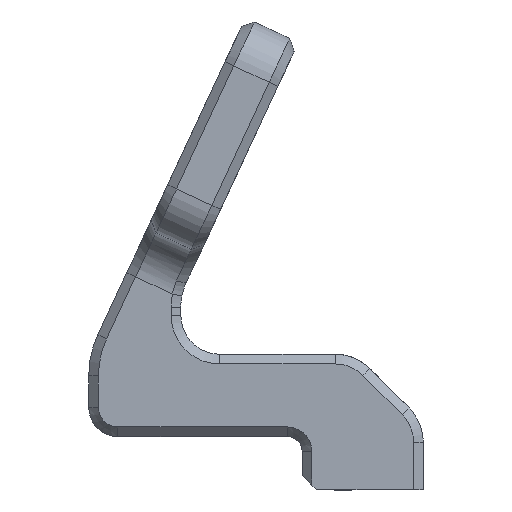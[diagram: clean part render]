
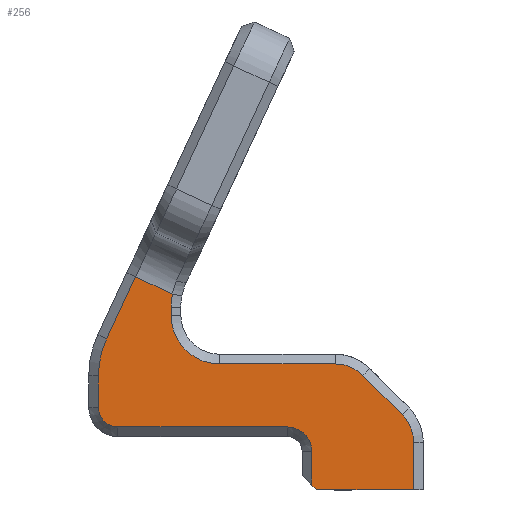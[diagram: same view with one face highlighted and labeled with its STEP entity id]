
A CAD part, front view. The second image highlights one B-rep face of the part: STEP entity #256.
In plain terms, the highlighted planar face has unit normal (0, -1, 0).
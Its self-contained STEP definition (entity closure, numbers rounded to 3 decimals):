
#113=FACE_OUTER_BOUND('',#1006,.T.);
#256=ADVANCED_FACE('',(#113),#415,.F.);
#415=PLANE('',#2725);
#523=LINE('',#3811,#711);
#524=LINE('',#3814,#712);
#525=LINE('',#3818,#713);
#526=LINE('',#3822,#714);
#527=LINE('',#3826,#715);
#528=LINE('',#3828,#716);
#529=LINE('',#3830,#717);
#530=LINE('',#3832,#718);
#531=LINE('',#3836,#719);
#532=LINE('',#3840,#720);
#533=LINE('',#3844,#721);
#711=VECTOR('',#2974,1.);
#712=VECTOR('',#2975,1.);
#713=VECTOR('',#2978,1.);
#714=VECTOR('',#2981,1.);
#715=VECTOR('',#2984,1.);
#716=VECTOR('',#2985,1.);
#717=VECTOR('',#2986,1.);
#718=VECTOR('',#2987,1.);
#719=VECTOR('',#2990,1.);
#720=VECTOR('',#2993,1.);
#721=VECTOR('',#2996,1.);
#904=CIRCLE('',#2718,9.);
#905=CIRCLE('',#2719,2.);
#906=CIRCLE('',#2720,2.5);
#907=CIRCLE('',#2721,4.);
#908=CIRCLE('',#2722,4.);
#909=CIRCLE('',#2723,5.);
#910=CIRCLE('',#2724,7.);
#1006=EDGE_LOOP('',(#1263,#1264,#1265,#1266,#1267,#1268,#1269,#1270,#1271,
#1272,#1273,#1274,#1275,#1276,#1277,#1278,#1279,#1280));
#1263=ORIENTED_EDGE('',*,*,#2261,.T.);
#1264=ORIENTED_EDGE('',*,*,#2262,.T.);
#1265=ORIENTED_EDGE('',*,*,#2263,.T.);
#1266=ORIENTED_EDGE('',*,*,#2264,.T.);
#1267=ORIENTED_EDGE('',*,*,#2265,.T.);
#1268=ORIENTED_EDGE('',*,*,#2266,.T.);
#1269=ORIENTED_EDGE('',*,*,#2267,.T.);
#1270=ORIENTED_EDGE('',*,*,#2268,.T.);
#1271=ORIENTED_EDGE('',*,*,#2269,.T.);
#1272=ORIENTED_EDGE('',*,*,#2270,.F.);
#1273=ORIENTED_EDGE('',*,*,#2271,.T.);
#1274=ORIENTED_EDGE('',*,*,#2272,.T.);
#1275=ORIENTED_EDGE('',*,*,#2273,.T.);
#1276=ORIENTED_EDGE('',*,*,#2274,.T.);
#1277=ORIENTED_EDGE('',*,*,#2275,.T.);
#1278=ORIENTED_EDGE('',*,*,#2276,.T.);
#1279=ORIENTED_EDGE('',*,*,#2277,.T.);
#1280=ORIENTED_EDGE('',*,*,#2278,.T.);
#2023=VERTEX_POINT('',#3812);
#2024=VERTEX_POINT('',#3813);
#2025=VERTEX_POINT('',#3815);
#2026=VERTEX_POINT('',#3817);
#2027=VERTEX_POINT('',#3819);
#2028=VERTEX_POINT('',#3821);
#2029=VERTEX_POINT('',#3823);
#2030=VERTEX_POINT('',#3825);
#2031=VERTEX_POINT('',#3827);
#2032=VERTEX_POINT('',#3829);
#2033=VERTEX_POINT('',#3831);
#2034=VERTEX_POINT('',#3833);
#2035=VERTEX_POINT('',#3835);
#2036=VERTEX_POINT('',#3837);
#2037=VERTEX_POINT('',#3839);
#2038=VERTEX_POINT('',#3841);
#2039=VERTEX_POINT('',#3843);
#2040=VERTEX_POINT('',#3845);
#2261=EDGE_CURVE('',#2023,#2024,#523,.T.);
#2262=EDGE_CURVE('',#2024,#2025,#524,.T.);
#2263=EDGE_CURVE('',#2025,#2026,#904,.T.);
#2264=EDGE_CURVE('',#2026,#2027,#525,.T.);
#2265=EDGE_CURVE('',#2027,#2028,#905,.T.);
#2266=EDGE_CURVE('',#2028,#2029,#526,.T.);
#2267=EDGE_CURVE('',#2029,#2030,#906,.T.);
#2268=EDGE_CURVE('',#2030,#2031,#527,.T.);
#2269=EDGE_CURVE('',#2031,#2032,#528,.T.);
#2270=EDGE_CURVE('',#2033,#2032,#529,.T.);
#2271=EDGE_CURVE('',#2033,#2034,#530,.T.);
#2272=EDGE_CURVE('',#2034,#2035,#907,.T.);
#2273=EDGE_CURVE('',#2035,#2036,#531,.T.);
#2274=EDGE_CURVE('',#2036,#2037,#908,.T.);
#2275=EDGE_CURVE('',#2037,#2038,#532,.T.);
#2276=EDGE_CURVE('',#2038,#2039,#909,.T.);
#2277=EDGE_CURVE('',#2039,#2040,#533,.T.);
#2278=EDGE_CURVE('',#2040,#2023,#910,.T.);
#2718=AXIS2_PLACEMENT_3D('',#3816,#2976,#2977);
#2719=AXIS2_PLACEMENT_3D('',#3820,#2979,#2980);
#2720=AXIS2_PLACEMENT_3D('',#3824,#2982,#2983);
#2721=AXIS2_PLACEMENT_3D('',#3834,#2988,#2989);
#2722=AXIS2_PLACEMENT_3D('',#3838,#2991,#2992);
#2723=AXIS2_PLACEMENT_3D('',#3842,#2994,#2995);
#2724=AXIS2_PLACEMENT_3D('',#3846,#2997,#2998);
#2725=AXIS2_PLACEMENT_3D('',#3847,#2999,#3000);
#2974=DIRECTION('',(-0.906,0.,0.423));
#2975=DIRECTION('',(-0.423,0.,-0.906));
#2976=DIRECTION('',(0.,-1.,0.));
#2977=DIRECTION('',(0.,0.,1.));
#2978=DIRECTION('',(0.,0.,-1.));
#2979=DIRECTION('',(0.,-1.,0.));
#2980=DIRECTION('',(0.,0.,1.));
#2981=DIRECTION('',(1.,0.,0.));
#2982=DIRECTION('',(0.,1.,0.));
#2983=DIRECTION('',(0.,0.,1.));
#2984=DIRECTION('',(0.,0.,-1.));
#2985=DIRECTION('',(0.707,0.,-0.707));
#2986=DIRECTION('',(-1.,0.,0.));
#2987=DIRECTION('',(0.,0.,1.));
#2988=DIRECTION('',(0.,-1.,0.));
#2989=DIRECTION('',(0.,0.,1.));
#2990=DIRECTION('',(-0.707,0.,0.707));
#2991=DIRECTION('',(0.,-1.,0.));
#2992=DIRECTION('',(0.,0.,1.));
#2993=DIRECTION('',(-1.,0.,0.));
#2994=DIRECTION('',(0.,1.,0.));
#2995=DIRECTION('',(0.,0.,1.));
#2996=DIRECTION('',(0.,0.,1.));
#2997=DIRECTION('',(0.,1.,0.));
#2998=DIRECTION('',(0.,0.,1.));
#2999=DIRECTION('',(0.,1.,0.));
#3000=DIRECTION('',(0.,0.,1.));
#3811=CARTESIAN_POINT('',(4.423,-14.,20.406));
#3812=CARTESIAN_POINT('',(9.135,-14.,18.209));
#3813=CARTESIAN_POINT('',(5.329,-14.,19.984));
#3814=CARTESIAN_POINT('',(2.343,-14.,13.581));
#3815=CARTESIAN_POINT('',(2.343,-14.,13.581));
#3816=CARTESIAN_POINT('',(10.5,-14.,9.777));
#3817=CARTESIAN_POINT('',(1.5,-14.,9.777));
#3818=CARTESIAN_POINT('',(1.5,-14.,12.));
#3819=CARTESIAN_POINT('',(1.5,-14.,6.5));
#3820=CARTESIAN_POINT('',(3.5,-14.,6.5));
#3821=CARTESIAN_POINT('',(3.5,-14.,4.5));
#3822=CARTESIAN_POINT('',(35.,-14.,4.5));
#3823=CARTESIAN_POINT('',(21.,-14.,4.5));
#3824=CARTESIAN_POINT('',(21.,-14.,2.));
#3825=CARTESIAN_POINT('',(23.5,-14.,2.));
#3826=CARTESIAN_POINT('',(23.5,-14.,12.));
#3827=CARTESIAN_POINT('',(23.5,-14.,-1.5));
#3828=CARTESIAN_POINT('',(24.,-14.,-2.));
#3829=CARTESIAN_POINT('',(24.,-14.,-2.));
#3830=CARTESIAN_POINT('',(35.,-14.,-2.));
#3831=CARTESIAN_POINT('',(34.,-14.,-2.));
#3832=CARTESIAN_POINT('',(34.,-14.,2.929));
#3833=CARTESIAN_POINT('',(34.,-14.,2.929));
#3834=CARTESIAN_POINT('',(30.,-14.,2.929));
#3835=CARTESIAN_POINT('',(32.828,-14.,5.757));
#3836=CARTESIAN_POINT('',(28.757,-14.,9.828));
#3837=CARTESIAN_POINT('',(28.757,-14.,9.828));
#3838=CARTESIAN_POINT('',(25.929,-14.,7.));
#3839=CARTESIAN_POINT('',(25.929,-14.,11.));
#3840=CARTESIAN_POINT('',(35.,-14.,11.));
#3841=CARTESIAN_POINT('',(14.,-14.,11.));
#3842=CARTESIAN_POINT('',(14.,-14.,16.));
#3843=CARTESIAN_POINT('',(9.,-14.,16.));
#3844=CARTESIAN_POINT('',(9.,-14.,16.84));
#3845=CARTESIAN_POINT('',(9.,-14.,16.84));
#3846=CARTESIAN_POINT('',(16.,-14.,16.84));
#3847=CARTESIAN_POINT('',(35.,-14.,12.));
